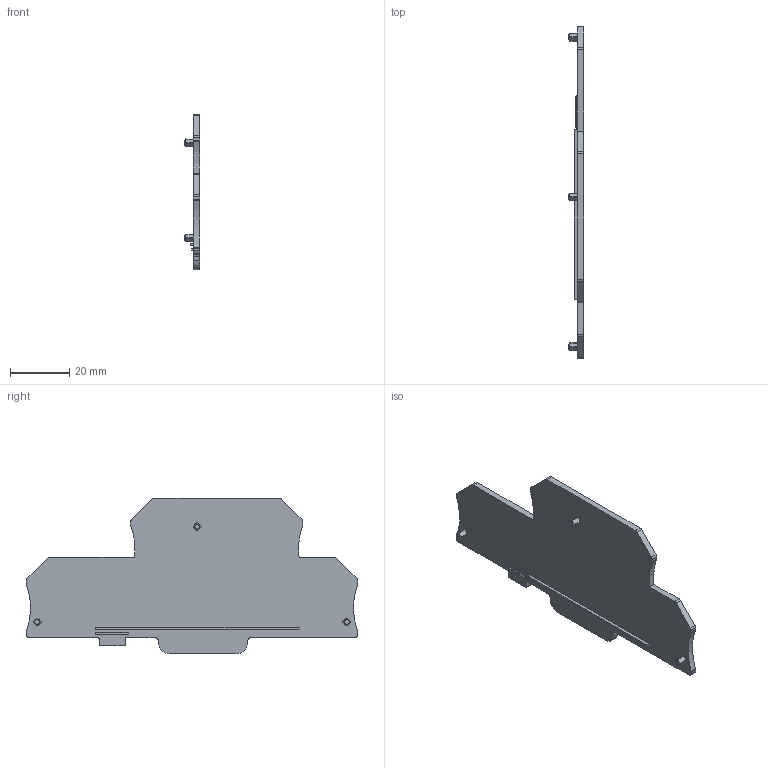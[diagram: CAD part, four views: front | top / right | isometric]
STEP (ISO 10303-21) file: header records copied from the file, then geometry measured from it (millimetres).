
FILE_DESCRIPTION(('CATIA V5R22 STEP214','CAx-IF Rec.Pracs.--- Model Styling and Organization---1.4--- 2014-01-23'),'2;1');
FILE_NAME ('1389569-6_0', '2024-02-08T12:03:11+00:00', ('Weidmueller Interface'), ('Weidmueller'), 'CATIA Version 5-6 Release 2016 SP3 HF44', 'CATIA V5 STEP AP214', 'none');
FILE_SCHEMA(('AUTOMOTIVE_DESIGN { 1 0 10303 214 1 1 1 1 }'));
Length unit declared in the file: millimetre
Products named in the file (1): 2848080000
Bounding box: 5.1 x 111.6 x 52.25 mm (x, y, z)
Volume: 8836.8 mm3; surface area: 9197.7 mm2
Topology: 1 solids, 1 shells, 102 faces, 285 edges, 190 vertices
Faces by surface type: plane 51, cylinder 45, cone 6
Entity records: 3319 total; most frequent: CARTESIAN_POINT 787, ORIENTED_EDGE 570, DIRECTION 425, EDGE_CURVE 285, VERTEX_POINT 190, AXIS2_PLACEMENT_3D 170, VECTOR 161, LINE 161
